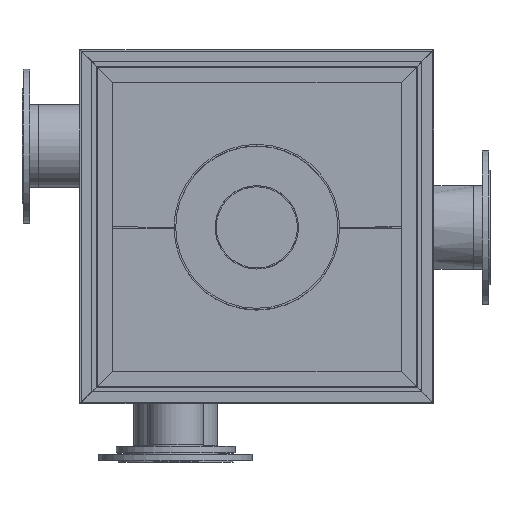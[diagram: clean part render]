
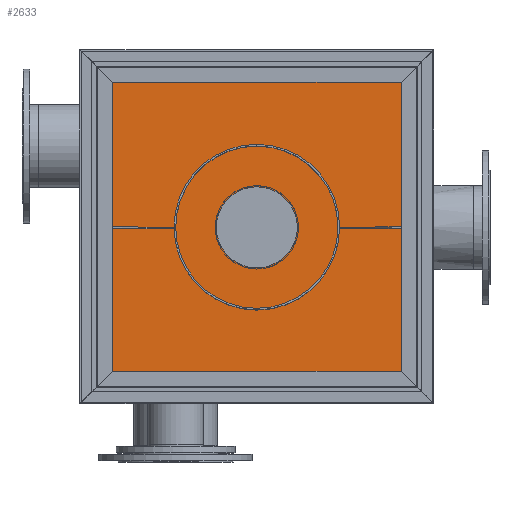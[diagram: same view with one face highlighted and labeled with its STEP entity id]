
A CAD part, top view. The second image highlights one B-rep face of the part: STEP entity #2633.
In plain terms, the highlighted planar face has unit normal (0, 0, 1).
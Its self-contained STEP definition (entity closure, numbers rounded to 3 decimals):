
#330=CIRCLE('',#3311,75.);
#538=ORIENTED_EDGE('',*,*,#1110,.T.);
#539=ORIENTED_EDGE('',*,*,#1100,.T.);
#540=ORIENTED_EDGE('',*,*,#1104,.T.);
#541=ORIENTED_EDGE('',*,*,#1107,.T.);
#542=ORIENTED_EDGE('',*,*,#1109,.T.);
#1100=EDGE_CURVE('',#1394,#1393,#1631,.T.);
#1104=EDGE_CURVE('',#1393,#1396,#1635,.T.);
#1107=EDGE_CURVE('',#1396,#1398,#1638,.T.);
#1109=EDGE_CURVE('',#1398,#1394,#1640,.T.);
#1110=EDGE_CURVE('',#1399,#1399,#330,.T.);
#1393=VERTEX_POINT('',#4529);
#1394=VERTEX_POINT('',#4531);
#1396=VERTEX_POINT('',#4537);
#1398=VERTEX_POINT('',#4543);
#1399=VERTEX_POINT('',#4550);
#1631=LINE('',#4530,#1790);
#1635=LINE('',#4538,#1794);
#1638=LINE('',#4544,#1797);
#1640=LINE('',#4547,#1799);
#1790=VECTOR('',#3689,1000.);
#1794=VECTOR('',#3695,1000.);
#1797=VECTOR('',#3700,1000.);
#1799=VECTOR('',#3704,1000.);
#1943=EDGE_LOOP('',(#538));
#1944=EDGE_LOOP('',(#539,#540,#541,#542));
#2236=FACE_BOUND('',#1943,.T.);
#2237=FACE_BOUND('',#1944,.T.);
#2525=PLANE('',#3310);
#2633=ADVANCED_FACE('',(#2236,#2237),#2525,.T.);
#3310=AXIS2_PLACEMENT_3D('',#4548,#3705,#3706);
#3311=AXIS2_PLACEMENT_3D('',#4549,#3707,#3708);
#3689=DIRECTION('',(0.,-1.,0.));
#3695=DIRECTION('',(1.,0.,0.));
#3700=DIRECTION('',(0.,1.,0.));
#3704=DIRECTION('',(-1.,0.,0.));
#3705=DIRECTION('',(0.,0.,1.));
#3706=DIRECTION('',(1.,0.,0.));
#3707=DIRECTION('',(0.,0.,-1.));
#3708=DIRECTION('',(1.,0.,0.));
#4529=CARTESIAN_POINT('',(-300.,-300.,3.));
#4530=CARTESIAN_POINT('',(-300.,300.,3.));
#4531=CARTESIAN_POINT('',(-300.,300.,3.));
#4537=CARTESIAN_POINT('',(300.,-300.,3.));
#4538=CARTESIAN_POINT('',(-300.,-300.,3.));
#4543=CARTESIAN_POINT('',(300.,300.,3.));
#4544=CARTESIAN_POINT('',(300.,-300.,3.));
#4547=CARTESIAN_POINT('',(300.,300.,3.));
#4548=CARTESIAN_POINT('',(0.,0.,3.));
#4549=CARTESIAN_POINT('',(0.,0.,3.));
#4550=CARTESIAN_POINT('',(75.,0.,3.));
